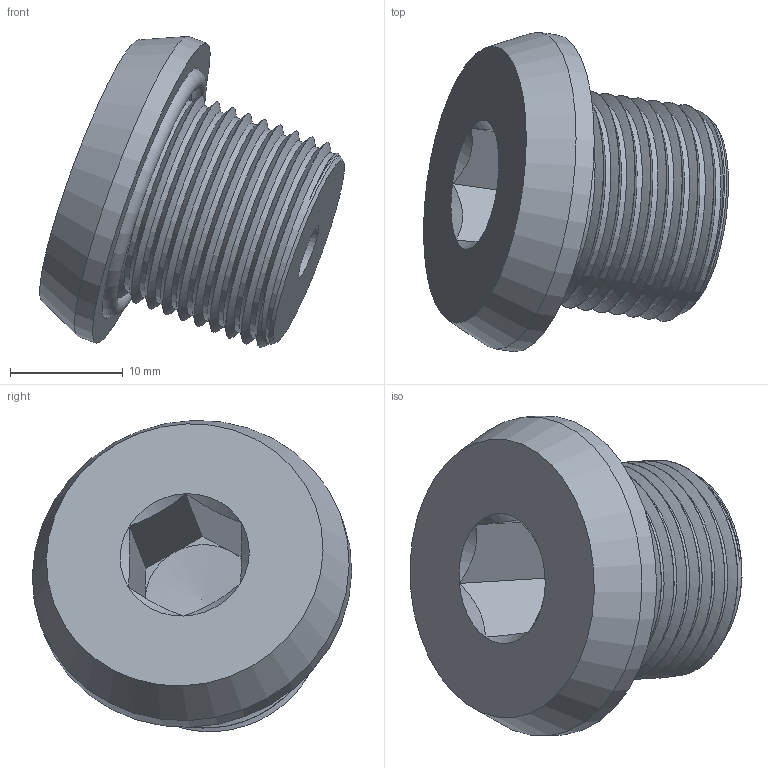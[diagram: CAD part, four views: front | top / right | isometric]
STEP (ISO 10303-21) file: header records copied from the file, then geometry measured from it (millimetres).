
FILE_DESCRIPTION(/* description */ ('VSS-Innensechskant M 75x1,5'),/* implementation_level */ '2;1');
FILE_NAME(/* name */ 'PDE400400-RST.stp',/* time_stamp */ '2024-08-08T13:21:53+02:00',/* author */ ('sl'),/* organization */ (''),/* preprocessor_version */ 'ST-DEVELOPER v16.5',/* originating_system */ 'Autodesk Inventor 2017',/* authorisation */ '');
FILE_SCHEMA (('CONFIG_CONTROL_DESIGN'));
Length unit declared in the file: millimetre
Products named in the file (3): PDE401000; PDE400400; PDE400400_1
Assembly tree (2 placements, depth 2):
  PDE401000
    PDE400400
    PDE400400_1
Bounding box: 27.02 x 28.31 x 27.56 mm (x, y, z)
Volume: 6255.2 mm3; surface area: 5049.6 mm2
Topology: 3 solids, 3 shells, 39 faces, 71 edges, 40 vertices
Faces by surface type: plane 19, cone 10, cylinder 7, bspline 2, torus 1
Full cylindrical faces by diameter (mm): 4.86 x1, 17.778 x1, 19.3 x1, 23.7 x1, 28.33 x1
Entity records: 2555 total; most frequent: CARTESIAN_POINT 1727, DIRECTION 162, ORIENTED_EDGE 124, AXIS2_PLACEMENT_3D 72, EDGE_CURVE 62, EDGE_LOOP 51, FACE_OUTER_BOUND 39, VERTEX_POINT 39
